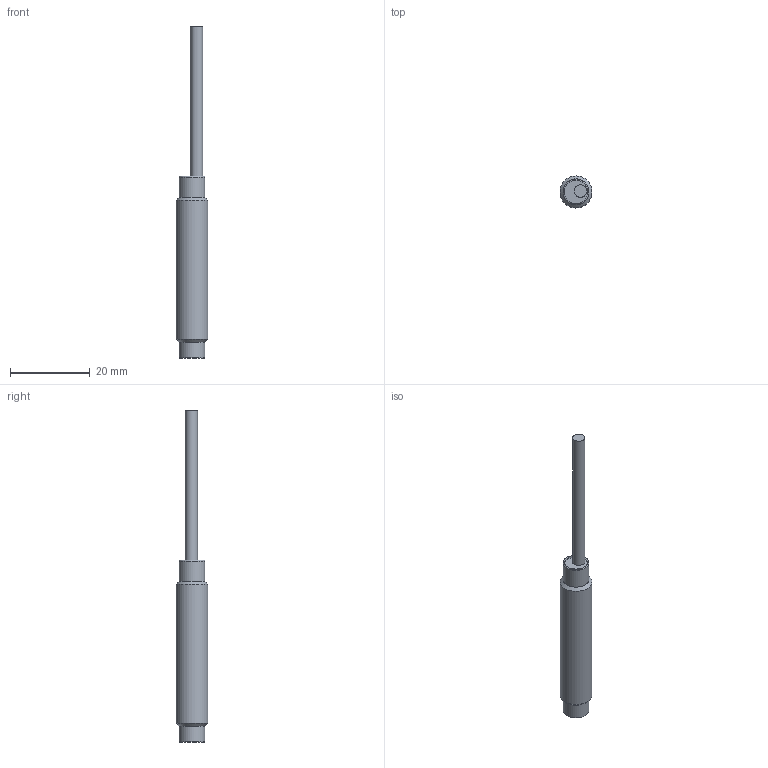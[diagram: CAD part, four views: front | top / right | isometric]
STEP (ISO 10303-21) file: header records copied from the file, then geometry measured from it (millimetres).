
FILE_DESCRIPTION( ( 'Unknown' ), '1' );
FILE_NAME( 'AE1_2A_fig.stp', 'Unknown', ( 'Unknown' ), ( 'Unknown' ), 'PSStep 16.0.42', 'Unknown', ' ' );
FILE_SCHEMA( ( 'AUTOMOTIVE_DESIGN { 1 0 10303 214 1 1 1 1 }' ) );
Length unit declared in the file: millimetre
Products named in the file (5): Assem1
Assembly tree (4 placements, depth 2):
  Assem1
    (unnamed)
    (unnamed)
    (unnamed)
    (unnamed)
Bounding box: 8 x 8 x 83.1 mm (x, y, z)
Surface area: 1604.1 mm2 (no closed solid volume)
Topology: 0 solids, 14 shells, 14 faces, 35 edges, 26 vertices
Faces by surface type: cylinder 5, plane 5, torus 2, cone 2
Full cylindrical faces by diameter (mm): 3.1 x1, 5.8 x1, 6.45 x1, 6.5 x1, 8 x1
Entity records: 464 total; most frequent: DIRECTION 88, CARTESIAN_POINT 69, AXIS2_PLACEMENT_3D 44, FACE_BOUND 25, EDGE_LOOP 25, ORIENTED_EDGE 25, EDGE_CURVE 25, VERTEX_POINT 25
